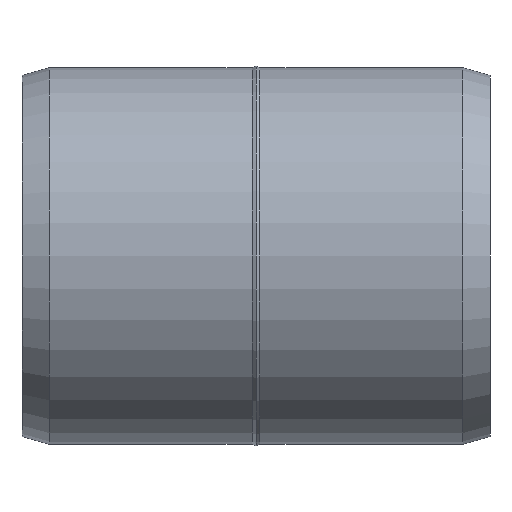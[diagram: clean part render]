
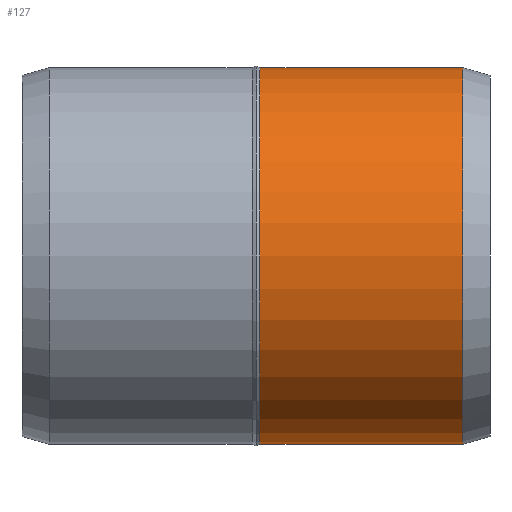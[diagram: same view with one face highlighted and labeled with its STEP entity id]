
A CAD part, front view. The second image highlights one B-rep face of the part: STEP entity #127.
In plain terms, the highlighted cylindrical face has radius 24.15 mm (diameter 48.3 mm), a partial arc.
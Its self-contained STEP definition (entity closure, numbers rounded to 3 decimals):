
#8 = CARTESIAN_POINT ( 'NONE',  ( 50., 0., 24.15 ) ) ;
#14 = VERTEX_POINT ( 'NONE', #429 ) ;
#25 = CIRCLE ( 'NONE', #285, 24.15 ) ;
#30 = EDGE_CURVE ( 'NONE', #268, #425, #369, .T. ) ;
#54 = DIRECTION ( 'NONE',  ( -1., 0., 0. ) ) ;
#58 = CARTESIAN_POINT ( 'NONE',  ( 50., 0., 0. ) ) ;
#97 = DIRECTION ( 'NONE',  ( 1., 0., 0. ) ) ;
#123 = ORIENTED_EDGE ( 'NONE', *, *, #30, .F. ) ;
#127 = ADVANCED_FACE ( 'NONE', ( #396 ), #440, .T. ) ;
#130 = EDGE_CURVE ( 'NONE', #425, #421, #204, .T. ) ;
#165 = DIRECTION ( 'NONE',  ( 1., 0., 0. ) ) ;
#178 = CARTESIAN_POINT ( 'NONE',  ( 0.5, 0., 24.15 ) ) ;
#195 = AXIS2_PLACEMENT_3D ( 'NONE', #58, #97, #356 ) ;
#204 = LINE ( 'NONE', #8, #412 ) ;
#214 = DIRECTION ( 'NONE',  ( 0., 0., 1. ) ) ;
#225 = CARTESIAN_POINT ( 'NONE',  ( 0.5, 0., -24.15 ) ) ;
#237 = ORIENTED_EDGE ( 'NONE', *, *, #130, .F. ) ;
#253 = EDGE_LOOP ( 'NONE', ( #123, #351, #348, #237 ) ) ;
#264 = AXIS2_PLACEMENT_3D ( 'NONE', #481, #54, #318 ) ;
#268 = VERTEX_POINT ( 'NONE', #225 ) ;
#285 = AXIS2_PLACEMENT_3D ( 'NONE', #492, #414, #214 ) ;
#314 = DIRECTION ( 'NONE',  ( 1., 0., 0. ) ) ;
#318 = DIRECTION ( 'NONE',  ( 0., 0., 1. ) ) ;
#325 = VECTOR ( 'NONE', #314, 1000. ) ;
#342 = EDGE_CURVE ( 'NONE', #14, #421, #25, .T. ) ;
#348 = ORIENTED_EDGE ( 'NONE', *, *, #342, .T. ) ;
#351 = ORIENTED_EDGE ( 'NONE', *, *, #395, .T. ) ;
#353 = CARTESIAN_POINT ( 'NONE',  ( 50., 0., -24.15 ) ) ;
#356 = DIRECTION ( 'NONE',  ( 0., 0., 1. ) ) ;
#369 = CIRCLE ( 'NONE', #264, 24.15 ) ;
#389 = LINE ( 'NONE', #353, #325 ) ;
#395 = EDGE_CURVE ( 'NONE', #268, #14, #389, .T. ) ;
#396 = FACE_OUTER_BOUND ( 'NONE', #253, .T. ) ;
#412 = VECTOR ( 'NONE', #165, 1000. ) ;
#414 = DIRECTION ( 'NONE',  ( -1., 0., 0. ) ) ;
#421 = VERTEX_POINT ( 'NONE', #488 ) ;
#425 = VERTEX_POINT ( 'NONE', #178 ) ;
#429 = CARTESIAN_POINT ( 'NONE',  ( 26.5, 0., -24.15 ) ) ;
#440 = CYLINDRICAL_SURFACE ( 'NONE', #195, 24.15 ) ;
#481 = CARTESIAN_POINT ( 'NONE',  ( 0.5, 0., 0. ) ) ;
#488 = CARTESIAN_POINT ( 'NONE',  ( 26.5, 0., 24.15 ) ) ;
#492 = CARTESIAN_POINT ( 'NONE',  ( 26.5, 0., 0. ) ) ;
